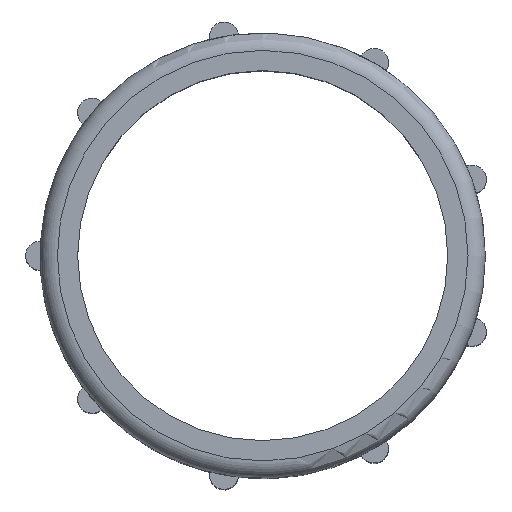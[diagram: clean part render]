
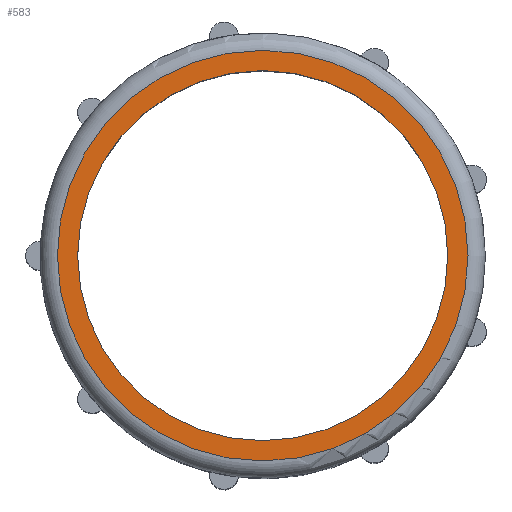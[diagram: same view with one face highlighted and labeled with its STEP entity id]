
A CAD part, top view. The second image highlights one B-rep face of the part: STEP entity #583.
In plain terms, the highlighted planar face has unit normal (0, 0, 1).
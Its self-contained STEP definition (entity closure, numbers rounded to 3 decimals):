
#79=PLANE($,#674);
#97=FACE_BOUND($,#183,.T.);
#98=FACE_BOUND($,#184,.T.);
#183=EDGE_LOOP($,(#508));
#184=EDGE_LOOP($,(#509));
#202=CIRCLE($,#614,16.);
#240=CIRCLE($,#673,17.75);
#258=VERTEX_POINT($,#1910);
#296=VERTEX_POINT($,#2025);
#318=EDGE_CURVE($,#258,#258,#202,.T.);
#374=EDGE_CURVE($,#296,#296,#240,.T.);
#508=ORIENTED_EDGE($,*,*,#318,.T.);
#509=ORIENTED_EDGE($,*,*,#374,.F.);
#583=ADVANCED_FACE($,(#97,#98),#79,.F.);
#614=AXIS2_PLACEMENT_3D($,#1911,#732,#733);
#673=AXIS2_PLACEMENT_3D($,#2026,#868,#869);
#674=AXIS2_PLACEMENT_3D($,#2027,#870,#871);
#732=DIRECTION('center_axis',(0.,0.,-1.));
#733=DIRECTION('ref_axis',(-1.,0.,0.));
#868=DIRECTION('center_axis',(0.,0.,-1.));
#869=DIRECTION('ref_axis',(-1.,0.,0.));
#870=DIRECTION('center_axis',(0.,0.,-1.));
#871=DIRECTION('ref_axis',(-1.,0.,0.));
#1910=CARTESIAN_POINT('',(16.,0.,16.75));
#1911=CARTESIAN_POINT('Origin',(0.,0.,
16.75));
#2025=CARTESIAN_POINT('',(17.75,0.,16.75));
#2026=CARTESIAN_POINT('Origin',(0.,0.,16.75));
#2027=CARTESIAN_POINT('Origin',(0.,0.,16.75));
